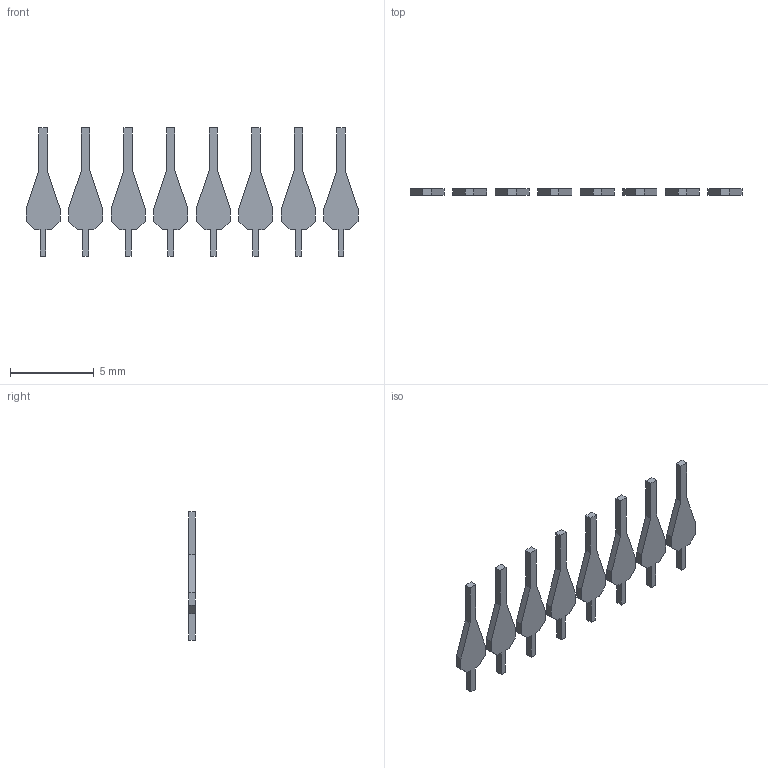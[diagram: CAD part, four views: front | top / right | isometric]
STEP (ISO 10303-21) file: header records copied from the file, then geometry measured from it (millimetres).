
FILE_DESCRIPTION(('FreeCAD Model'),'2;1');
FILE_NAME('flip-pins-float-08.step','2016-09-12T16:33:32',( 'Author'),(''),'Open CASCADE STEP processor 6.8','FreeCAD','Unknown' );
FILE_SCHEMA(('AUTOMOTIVE_DESIGN_CC2 { 1 2 10303 214 -1 1 5 4 }'));
Length unit declared in the file: millimetre
Products named in the file (2): ASSEMBLY; flip-pins-float-08
Assembly tree (1 placements, depth 2):
  ASSEMBLY
    flip-pins-float-08
Bounding box: 19.81 x 0.4 x 7.65 mm (x, y, z)
Volume: 22.3 mm3; surface area: 167.6 mm2
Topology: 8 solids, 8 shells, 128 faces, 336 edges, 224 vertices
Faces by surface type: plane 128
Entity records: 8316 total; most frequent: CARTESIAN_POINT 1362, DIRECTION 1268, LINE 1008, VECTOR 1008, ORIENTED_EDGE 672, PCURVE 672, DEFINITIONAL_REPRESENTATION 672, EDGE_CURVE 336
